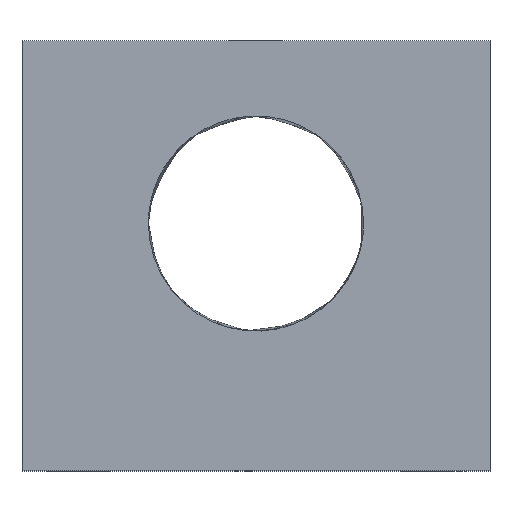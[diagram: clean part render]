
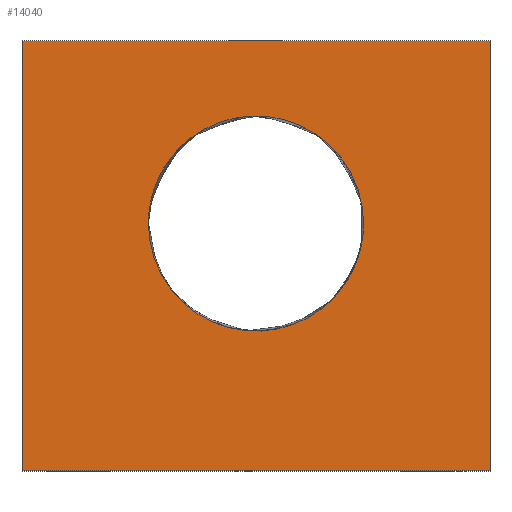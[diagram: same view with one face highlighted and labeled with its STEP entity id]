
A CAD part, top view. The second image highlights one B-rep face of the part: STEP entity #14040.
In plain terms, the highlighted free-form (B-spline) face has degree [1, 1] with [2, 2] control points.
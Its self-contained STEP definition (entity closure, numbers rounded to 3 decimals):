
#3100 = CARTESIAN_POINT ('', (20., 46., 40.));
#3110 = VERTEX_POINT ('', #3100);
#3120 = CARTESIAN_POINT ('', (-20., 46., 40.));
#3130 = VERTEX_POINT ('', #3120);
#3140 = CARTESIAN_POINT ('', (20., 46., 40.));
#3150 = CARTESIAN_POINT ('', (20., 86., 40.));
#3160 = CARTESIAN_POINT ('', (-20., 86., 40.));
#3170 = CARTESIAN_POINT ('', (-20., 46., 40.));
#3180 = (
   BOUNDED_CURVE ()
   B_SPLINE_CURVE (3, (#3140, #3150, #3160, #3170), .UNSPECIFIED., .F., .U.)
   B_SPLINE_CURVE_WITH_KNOTS ((4, 4), (0., 1.), .UNSPECIFIED.)
   CURVE ()
   GEOMETRIC_REPRESENTATION_ITEM ()
   RATIONAL_B_SPLINE_CURVE ((1., 0.333, 0.333, 1.))
   REPRESENTATION_ITEM ('')
);
#3190 = EDGE_CURVE ('', #3110, #3130, #3180, .T.);
#3450 = CARTESIAN_POINT ('', (-20., 46., 40.));
#3460 = CARTESIAN_POINT ('', (-20., 6., 40.));
#3470 = CARTESIAN_POINT ('', (20., 6., 40.));
#3480 = CARTESIAN_POINT ('', (20., 46., 40.));
#3490 = (
   BOUNDED_CURVE ()
   B_SPLINE_CURVE (3, (#3450, #3460, #3470, #3480), .UNSPECIFIED., .F., .U.)
   B_SPLINE_CURVE_WITH_KNOTS ((4, 4), (0., 1.), .UNSPECIFIED.)
   CURVE ()
   GEOMETRIC_REPRESENTATION_ITEM ()
   RATIONAL_B_SPLINE_CURVE ((1., 0.333, 0.333, 1.))
   REPRESENTATION_ITEM ('')
);
#3500 = EDGE_CURVE ('', #3130, #3110, #3490, .T.);
#4170 = CARTESIAN_POINT ('', (43.5, 80., 40.));
#4180 = VERTEX_POINT ('', #4170);
#4240 = CARTESIAN_POINT ('', (43.5, 0., 40.));
#4250 = VERTEX_POINT ('', #4240);
#4260 = CARTESIAN_POINT ('', (43.5, 80., 40.));
#4270 = CARTESIAN_POINT ('', (43.5, 0., 40.));
#4280 = B_SPLINE_CURVE_WITH_KNOTS ('', 1, (#4260, #4270), .UNSPECIFIED., .F., .U., (2, 2), (0., 1.), .UNSPECIFIED.);
#4290 = EDGE_CURVE ('', #4180, #4250, #4280, .T.);
#4450 = CARTESIAN_POINT ('', (-43.5, 80., 40.));
#4460 = VERTEX_POINT ('', #4450);
#4520 = CARTESIAN_POINT ('', (-43.5, 80., 40.));
#4530 = CARTESIAN_POINT ('', (43.5, 80., 40.));
#4540 = B_SPLINE_CURVE_WITH_KNOTS ('', 1, (#4520, #4530), .UNSPECIFIED., .F., .U., (2, 2), (0., 1.), .UNSPECIFIED.);
#4550 = EDGE_CURVE ('', #4460, #4180, #4540, .T.);
#7900 = CARTESIAN_POINT ('', (-43.5, 0., 40.));
#7910 = VERTEX_POINT ('', #7900);
#7970 = CARTESIAN_POINT ('', (-43.5, 0., 40.));
#7980 = CARTESIAN_POINT ('', (-43.5, 80., 40.));
#7990 = B_SPLINE_CURVE_WITH_KNOTS ('', 1, (#7970, #7980), .UNSPECIFIED., .F., .U., (2, 2), (0., 1.), .UNSPECIFIED.);
#8000 = EDGE_CURVE ('', #7910, #4460, #7990, .T.);
#8130 = CARTESIAN_POINT ('', (-43.5, 0., 40.));
#8140 = CARTESIAN_POINT ('', (43.5, 0., 40.));
#8150 = B_SPLINE_CURVE_WITH_KNOTS ('', 1, (#8130, #8140), .UNSPECIFIED., .F., .U., (2, 2), (0., 1.), .UNSPECIFIED.);
#8160 = EDGE_CURVE ('', #7910, #4250, #8150, .T.);
#13890 = ORIENTED_EDGE ('', *, *, #4290, .F.);
#13900 = ORIENTED_EDGE ('', *, *, #4550, .F.);
#13910 = ORIENTED_EDGE ('', *, *, #8000, .F.);
#13920 = ORIENTED_EDGE ('', *, *, #8160, .T.);
#13930 = EDGE_LOOP ('', (#13890, #13900, #13910, #13920));
#13940 = FACE_OUTER_BOUND ('', #13930, .T.);
#13950 = ORIENTED_EDGE ('', *, *, #3190, .F.);
#13960 = ORIENTED_EDGE ('', *, *, #3500, .F.);
#13970 = EDGE_LOOP ('', (#13950, #13960));
#13980 = FACE_BOUND ('', #13970, .T.);
#13990 = CARTESIAN_POINT ('', (-43.5, 0., 40.));
#14000 = CARTESIAN_POINT ('', (-43.5, 80., 40.));
#14010 = CARTESIAN_POINT ('', (43.5, 0., 40.));
#14020 = CARTESIAN_POINT ('', (43.5, 80., 40.));
#14030 = B_SPLINE_SURFACE_WITH_KNOTS ('', 1, 1, ((#13990, #14000), (#14010, #14020)), .UNSPECIFIED., .F., .F., .U., (2, 2), (2, 2), (0., 1.), (0., 1.), .UNSPECIFIED.);
#14040 = ADVANCED_FACE ('', (#13940, #13980), #14030, .T.);
